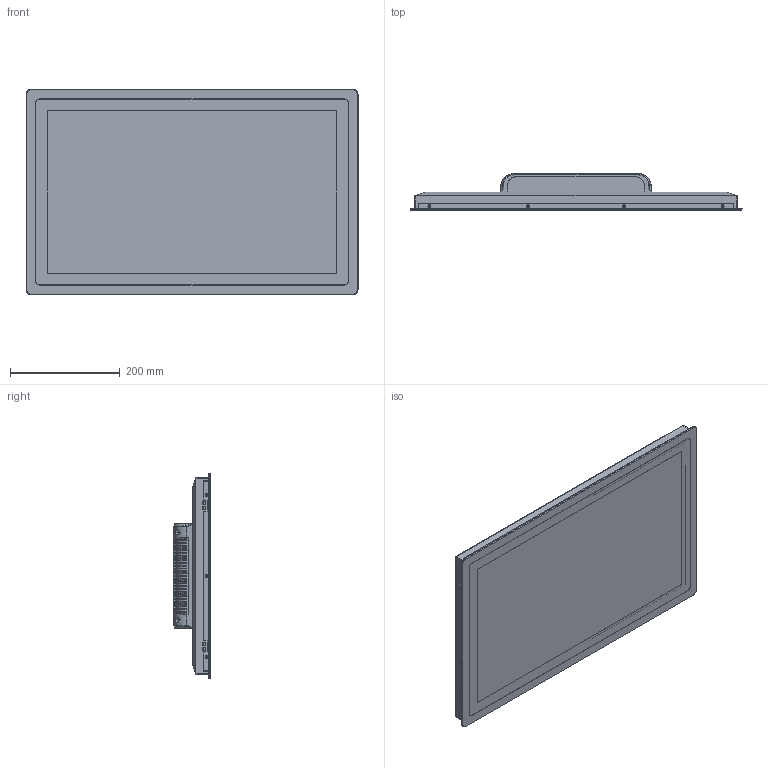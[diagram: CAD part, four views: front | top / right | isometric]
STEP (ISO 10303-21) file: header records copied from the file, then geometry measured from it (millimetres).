
FILE_DESCRIPTION (( 'STEP AP214' ), '1' );
FILE_NAME ('IFC-MW224C.STEP', '2024-10-31T11:06:54', ( 'daohangxitong.com' ), ( 'daohangxitong.com' ), 'SwSTEP 2.0', 'SolidWorks 2018', '' );
FILE_SCHEMA (( 'AUTOMOTIVE_DESIGN' ));
Length unit declared in the file: millimetre
Products named in the file (1): IFC-MW224C
Bounding box: 606 x 67.01 x 376 mm (x, y, z)
Surface area: 1174576.4 mm2 (no closed solid volume)
Topology: 0 solids, 6 shells, 1731 faces, 4648 edges, 3003 vertices
Faces by surface type: plane 724, cylinder 631, bspline 134, torus 120, cone 118, sphere 4
Entity records: 103173 total; most frequent: CARTESIAN_POINT 45203, ORIENTED_EDGE 9287, DIRECTION 6201, EDGE_CURVE 4646, VERTEX_POINT 3003, AXIS2_PLACEMENT_3D 2364, B_SPLINE_CURVE_WITH_KNOTS 2363, EDGE_LOOP 1932
